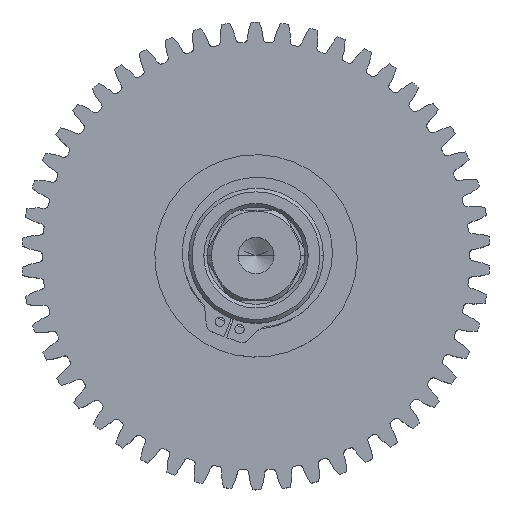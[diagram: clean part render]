
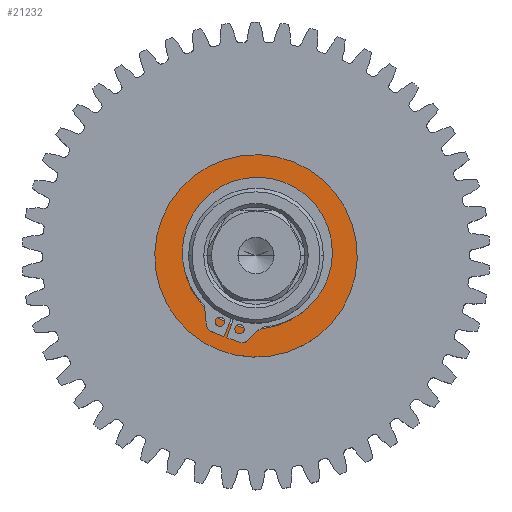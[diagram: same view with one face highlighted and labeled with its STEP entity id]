
A CAD part, top view. The second image highlights one B-rep face of the part: STEP entity #21232.
In plain terms, the highlighted face is planar.
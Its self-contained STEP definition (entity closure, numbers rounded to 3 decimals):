
#976 = PLANE ( 'NONE',  #38524 ) ;
#2075 = DIRECTION ( 'NONE',  ( 1., 0., 0. ) ) ;
#4779 = ORIENTED_EDGE ( 'NONE', *, *, #16134, .T. ) ;
#4949 = ORIENTED_EDGE ( 'NONE', *, *, #28002, .F. ) ;
#5172 = ORIENTED_EDGE ( 'NONE', *, *, #11663, .F. ) ;
#5853 = CIRCLE ( 'NONE', #15717, 10.275 ) ;
#8030 = EDGE_CURVE ( 'NONE', #37038, #28181, #31433, .T. ) ;
#11070 = CARTESIAN_POINT ( 'NONE',  ( 10.275, 0., -3.048 ) ) ;
#11663 = EDGE_CURVE ( 'NONE', #39958, #13235, #31907, .T. ) ;
#13235 = VERTEX_POINT ( 'NONE', #31423 ) ;
#15717 = AXIS2_PLACEMENT_3D ( 'NONE', #25417, #22107, #35356 ) ;
#16134 = EDGE_CURVE ( 'NONE', #28181, #37038, #5853, .T. ) ;
#18654 = CARTESIAN_POINT ( 'NONE',  ( -14.288, 0., -3.048 ) ) ;
#19384 = ORIENTED_EDGE ( 'NONE', *, *, #8030, .T. ) ;
#20529 = DIRECTION ( 'NONE',  ( 1., 0., 0. ) ) ;
#21232 = ADVANCED_FACE ( 'NONE', ( #37939, #29166 ), #976, .F. ) ;
#21504 = DIRECTION ( 'NONE',  ( 0., 0., 1. ) ) ;
#22107 = DIRECTION ( 'NONE',  ( 0., 0., 1. ) ) ;
#22194 = CARTESIAN_POINT ( 'NONE',  ( -10.275, 0., -3.048 ) ) ;
#23890 = AXIS2_PLACEMENT_3D ( 'NONE', #37671, #36407, #36491 ) ;
#25417 = CARTESIAN_POINT ( 'NONE',  ( 0., 0., -3.048 ) ) ;
#27929 = EDGE_LOOP ( 'NONE', ( #19384, #4779 ) ) ;
#28002 = EDGE_CURVE ( 'NONE', #13235, #39958, #39344, .T. ) ;
#28181 = VERTEX_POINT ( 'NONE', #11070 ) ;
#28227 = CARTESIAN_POINT ( 'NONE',  ( 0., 0., -3.048 ) ) ;
#28273 = DIRECTION ( 'NONE',  ( 1., 0., 0. ) ) ;
#28277 = DIRECTION ( 'NONE',  ( 0., 0., 1. ) ) ;
#29166 = FACE_OUTER_BOUND ( 'NONE', #37657, .T. ) ;
#30158 = AXIS2_PLACEMENT_3D ( 'NONE', #28227, #28277, #28273 ) ;
#31423 = CARTESIAN_POINT ( 'NONE',  ( 14.288, 0., -3.048 ) ) ;
#31433 = CIRCLE ( 'NONE', #23890, 10.275 ) ;
#31907 = CIRCLE ( 'NONE', #30158, 14.288 ) ;
#33615 = CARTESIAN_POINT ( 'NONE',  ( 0., 14.288, -3.048 ) ) ;
#35356 = DIRECTION ( 'NONE',  ( 1., 0., 0. ) ) ;
#36407 = DIRECTION ( 'NONE',  ( 0., 0., 1. ) ) ;
#36491 = DIRECTION ( 'NONE',  ( 1., 0., 0. ) ) ;
#36649 = AXIS2_PLACEMENT_3D ( 'NONE', #41212, #21504, #2075 ) ;
#37038 = VERTEX_POINT ( 'NONE', #22194 ) ;
#37657 = EDGE_LOOP ( 'NONE', ( #4949, #5172 ) ) ;
#37671 = CARTESIAN_POINT ( 'NONE',  ( 0., 0., -3.048 ) ) ;
#37939 = FACE_BOUND ( 'NONE', #27929, .T. ) ;
#38524 = AXIS2_PLACEMENT_3D ( 'NONE', #33615, #40234, #20529 ) ;
#39344 = CIRCLE ( 'NONE', #36649, 14.288 ) ;
#39958 = VERTEX_POINT ( 'NONE', #18654 ) ;
#40234 = DIRECTION ( 'NONE',  ( 0., 0., 1. ) ) ;
#41212 = CARTESIAN_POINT ( 'NONE',  ( 0., 0., -3.048 ) ) ;
